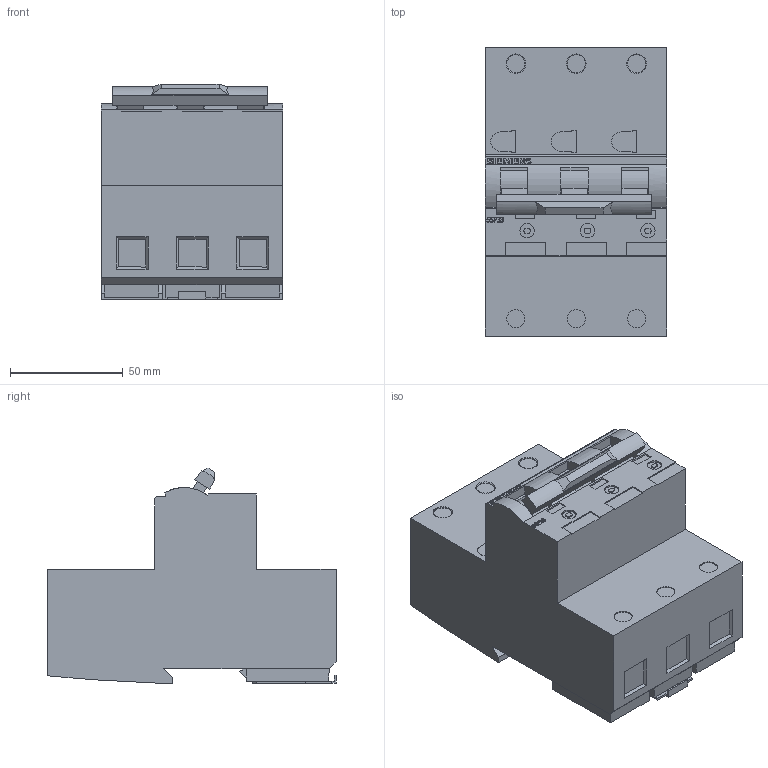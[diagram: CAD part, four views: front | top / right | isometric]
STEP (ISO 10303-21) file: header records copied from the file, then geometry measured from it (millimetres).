
FILE_DESCRIPTION(('STEP AP214'),'1');
FILE_NAME('cctmp_C0F9FD16-B4DD-4930-AF7D-6884317686B3_2023_07_24_20_16_36_0199..stp','2023-07-24T18:16:36',('SIEMENS A&D'),('CADClick - www.CADClick.com'),'Spatial InterOp 3D postprocessed',' ','unknown authorization');
FILE_SCHEMA(('AUTOMOTIVE_DESIGN'));
Length unit declared in the file: millimetre
Products named in the file (1): 2023_07_24_20_16_36_0168
Bounding box: 80.4 x 128 x 95.8 mm (x, y, z)
Volume: 613646.7 mm3; surface area: 56692.8 mm2
Topology: 1 solids, 13 shells, 594 faces, 1535 edges, 1005 vertices
Faces by surface type: plane 432, cylinder 112, extrusion 27, sphere 15, torus 6, bspline 2
Entity records: 20821 total; most frequent: CARTESIAN_POINT 4429, ORIENTED_EDGE 3070, DIRECTION 2861, EDGE_CURVE 1535, VECTOR 1215, LINE 1188, VERTEX_POINT 1005, AXIS2_PLACEMENT_3D 823
